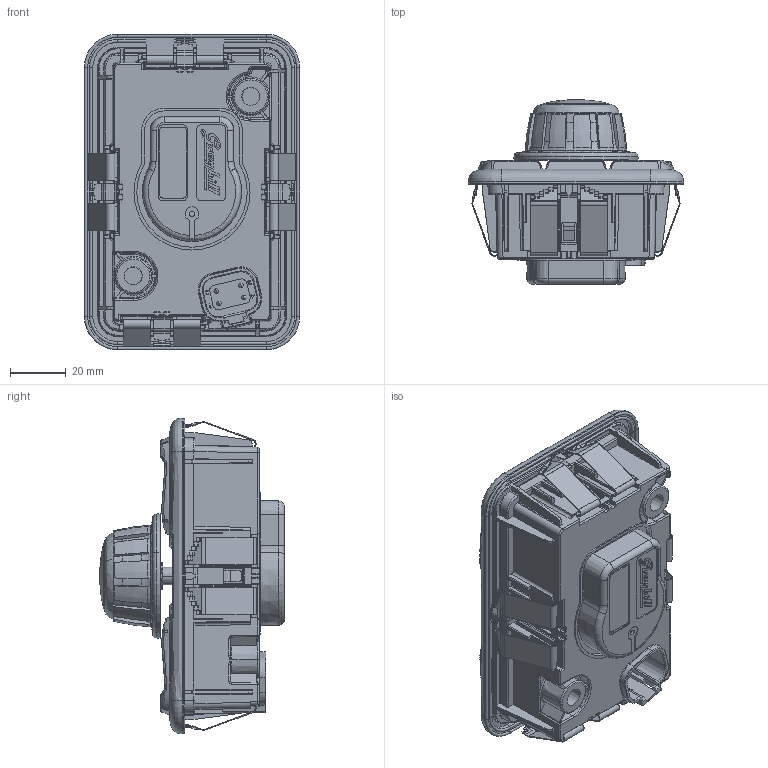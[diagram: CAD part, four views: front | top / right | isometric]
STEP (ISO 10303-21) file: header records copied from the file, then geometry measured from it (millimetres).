
FILE_DESCRIPTION((''),'2;1');
FILE_NAME('3JX0X5-G2-100X_SW0002','2018-11-12T',('dburns'),(''),'PRO/ENGINEER BY PARAMETRIC TECHNOLOGY CORPORATION, 2016100','PRO/ENGINEER BY PARAMETRIC TECHNOLOGY CORPORATION, 2016100','');
FILE_SCHEMA(('CONFIG_CONTROL_DESIGN'));
Products named in the file (1): 3JX0X5-G2-100X_SW0002
Bounding box: 77 x 66.01 x 113 mm (x, y, z)
Volume: 213314.7 mm3; surface area: 54831.2 mm2
Topology: 1 solids, 1 shells, 2750 faces, 7534 edges, 4806 vertices
Faces by surface type: plane 1465, cylinder 755, bspline 253, torus 101, cone 88, sphere 44, revolution 36, extrusion 8
Entity records: 138470 total; most frequent: CARTESIAN_POINT 47868, ORIENTED_EDGE 15042, DIRECTION 12631, EDGE_CURVE 7521, VERTEX_POINT 4806, VECTOR 4765, LINE 4757, AXIS2_PLACEMENT_3D 3915
